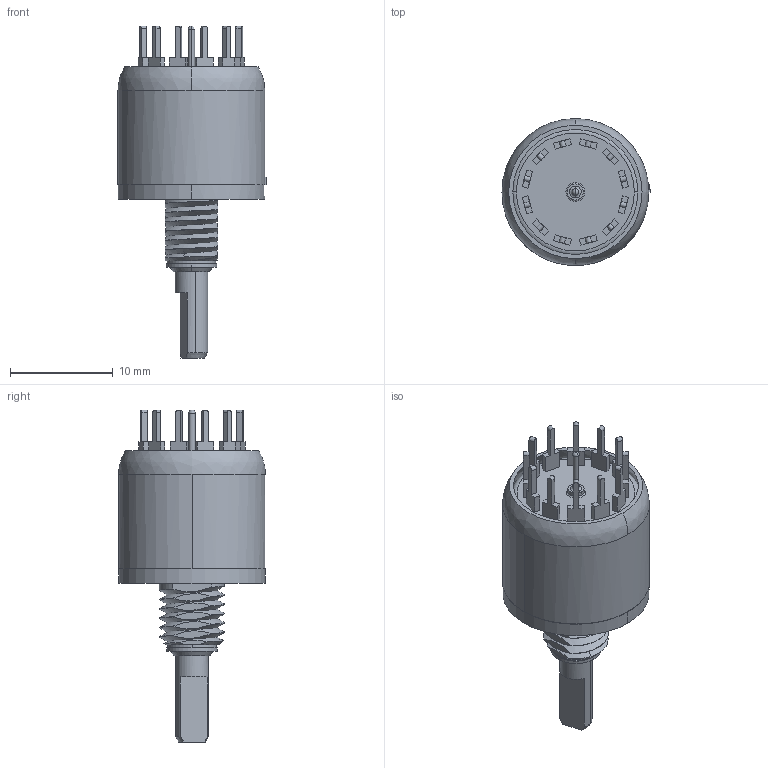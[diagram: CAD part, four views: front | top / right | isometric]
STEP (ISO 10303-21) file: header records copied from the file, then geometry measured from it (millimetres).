
FILE_DESCRIPTION((''),'2;1');
FILE_NAME('51DP30-01-1-AJN_SW0001','2013-07-16T',('Administrator'),(''),'PRO/ENGINEER BY PARAMETRIC TECHNOLOGY CORPORATION, 2006200','PRO/ENGINEER BY PARAMETRIC TECHNOLOGY CORPORATION, 2006200','');
FILE_SCHEMA(('CONFIG_CONTROL_DESIGN'));
Length unit declared in the file: inch
Products named in the file (1): 51DP30-01-1-AJN_SW0001
Bounding box: 14.45 x 14.33 x 32.38 mm (x, y, z)
Volume: 1133.8 mm3; surface area: 2567.1 mm2
Topology: 2 solids, 2 shells, 911 faces, 2537 edges, 1680 vertices
Faces by surface type: plane 768, cylinder 112, cone 11, bspline 10, torus 8, sphere 2
Entity records: 33178 total; most frequent: CARTESIAN_POINT 8038, ORIENTED_EDGE 5070, DIRECTION 4545, EDGE_CURVE 2535, VECTOR 2179, LINE 2179, VERTEX_POINT 1680, AXIS2_PLACEMENT_3D 1183
